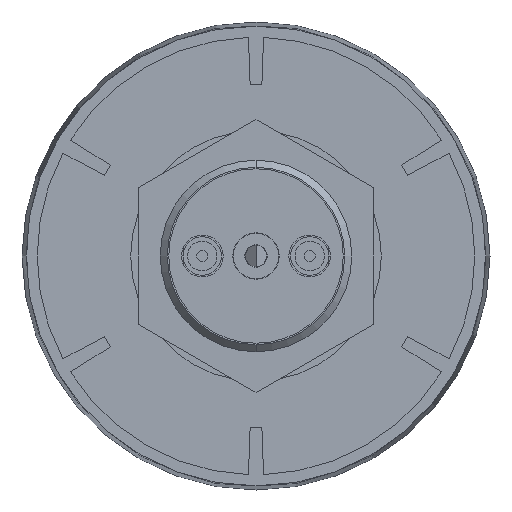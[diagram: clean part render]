
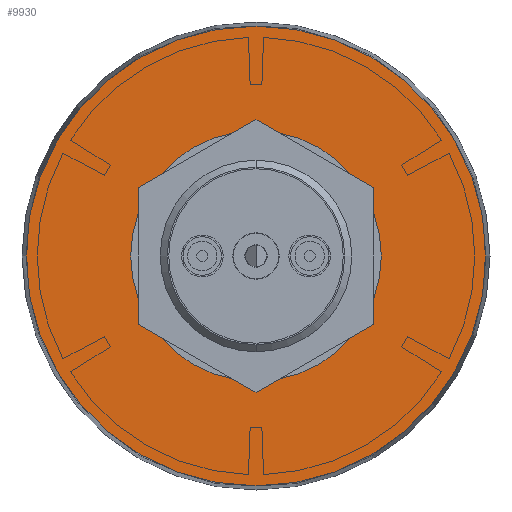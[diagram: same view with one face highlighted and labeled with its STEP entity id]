
A CAD part, front view. The second image highlights one B-rep face of the part: STEP entity #9930.
In plain terms, the highlighted planar face has unit normal (0, -1, 0).
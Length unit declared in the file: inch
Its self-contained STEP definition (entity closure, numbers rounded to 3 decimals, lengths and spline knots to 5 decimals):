
#726 = AXIS2_PLACEMENT_3D ( 'NONE', #6308, #6329, #6330 ) ;
#1826 = DIRECTION ( 'NONE',  ( 1., 0., 0. ) ) ;
#1827 = DIRECTION ( 'NONE',  ( 0., 1., 0. ) ) ;
#1828 = CARTESIAN_POINT ( 'NONE',  ( 0., 0.69666, 0. ) ) ;
#1848 = DIRECTION ( 'NONE',  ( -1., 0., 0. ) ) ;
#2026 = DIRECTION ( 'NONE',  ( 0., -1., 0. ) ) ;
#2054 = CARTESIAN_POINT ( 'NONE',  ( 0., 0.69666, 0. ) ) ;
#2059 = DIRECTION ( 'NONE',  ( -1., 0., 0. ) ) ;
#2117 = DIRECTION ( 'NONE',  ( 0., -1., 0. ) ) ;
#2129 = CARTESIAN_POINT ( 'NONE',  ( 0., 0.69666, 0. ) ) ;
#2603 = CIRCLE ( 'NONE', #9469, 0.409 ) ;
#2692 = CIRCLE ( 'NONE', #9288, 0.975 ) ;
#2755 = CIRCLE ( 'NONE', #9475, 0.409 ) ;
#3247 = CIRCLE ( 'NONE', #9467, 0.975 ) ;
#3293 = VERTEX_POINT ( 'NONE', #3489 ) ;
#3387 = CARTESIAN_POINT ( 'NONE',  ( -0.409, 0.69666, 0. ) ) ;
#3439 = VERTEX_POINT ( 'NONE', #3940 ) ;
#3489 = CARTESIAN_POINT ( 'NONE',  ( 0.409, 0.69666, 0. ) ) ;
#3562 = VERTEX_POINT ( 'NONE', #3387 ) ;
#3597 = CARTESIAN_POINT ( 'NONE',  ( 0.975, 0.69666, 0. ) ) ;
#3923 = VERTEX_POINT ( 'NONE', #3597 ) ;
#3940 = CARTESIAN_POINT ( 'NONE',  ( -0.975, 0.69666, 0. ) ) ;
#4653 = ORIENTED_EDGE ( 'NONE', *, *, #6941, .F. ) ;
#4989 = EDGE_LOOP ( 'NONE', ( #5367, #5368 ) ) ;
#5301 = EDGE_LOOP ( 'NONE', ( #5365, #4653 ) ) ;
#5365 = ORIENTED_EDGE ( 'NONE', *, *, #9348, .F. ) ;
#5367 = ORIENTED_EDGE ( 'NONE', *, *, #6934, .F. ) ;
#5368 = ORIENTED_EDGE ( 'NONE', *, *, #6931, .F. ) ;
#6045 = FACE_OUTER_BOUND ( 'NONE', #5301, .T. ) ;
#6060 = FACE_BOUND ( 'NONE', #4989, .T. ) ;
#6308 = CARTESIAN_POINT ( 'NONE',  ( 0., 0.69666, 0. ) ) ;
#6314 = PLANE ( 'NONE',  #726 ) ;
#6329 = DIRECTION ( 'NONE',  ( 0., 1., 0. ) ) ;
#6330 = DIRECTION ( 'NONE',  ( 1., 0., 0. ) ) ;
#6931 = EDGE_CURVE ( 'NONE', #3293, #3562, #2755, .T. ) ;
#6934 = EDGE_CURVE ( 'NONE', #3562, #3293, #2603, .T. ) ;
#6941 = EDGE_CURVE ( 'NONE', #3439, #3923, #3247, .T. ) ;
#9288 = AXIS2_PLACEMENT_3D ( 'NONE', #10232, #10221, #10210 ) ;
#9348 = EDGE_CURVE ( 'NONE', #3923, #3439, #2692, .T. ) ;
#9467 = AXIS2_PLACEMENT_3D ( 'NONE', #1828, #1827, #1826 ) ;
#9469 = AXIS2_PLACEMENT_3D ( 'NONE', #2129, #2026, #1848 ) ;
#9475 = AXIS2_PLACEMENT_3D ( 'NONE', #2054, #2117, #2059 ) ;
#9930 = ADVANCED_FACE ( 'NONE', ( #6060, #6045 ), #6314, .F. ) ;
#10210 = DIRECTION ( 'NONE',  ( 1., 0., 0. ) ) ;
#10221 = DIRECTION ( 'NONE',  ( 0., 1., 0. ) ) ;
#10232 = CARTESIAN_POINT ( 'NONE',  ( 0., 0.69666, 0. ) ) ;
